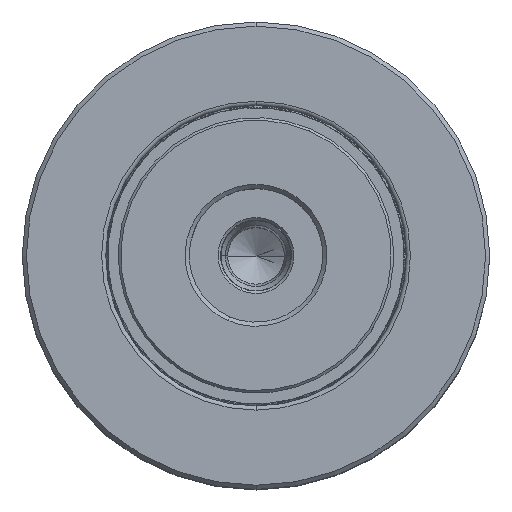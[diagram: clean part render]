
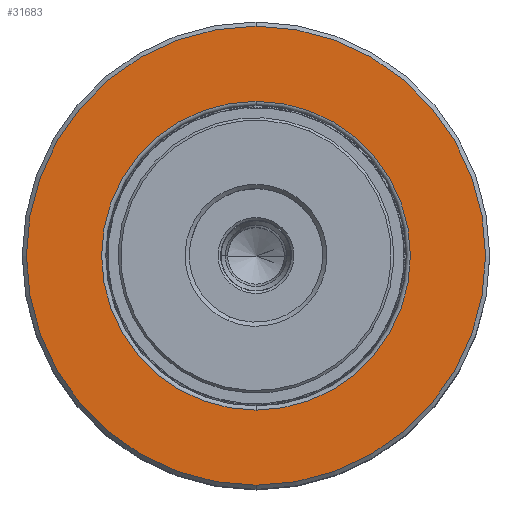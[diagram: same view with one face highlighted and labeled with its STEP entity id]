
A CAD part, top view. The second image highlights one B-rep face of the part: STEP entity #31683.
In plain terms, the highlighted face is planar.
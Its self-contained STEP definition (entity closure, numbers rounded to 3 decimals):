
#1122 = CARTESIAN_POINT ( 'NONE',  ( 0., 33.687, 0. ) ) ;
#1724 = DIRECTION ( 'NONE',  ( 0., 0., 1. ) ) ;
#1808 = ORIENTED_EDGE ( 'NONE', *, *, #32815, .T. ) ;
#6265 = CARTESIAN_POINT ( 'NONE',  ( 0., 33.687, -27.5 ) ) ;
#7456 = AXIS2_PLACEMENT_3D ( 'NONE', #24002, #40820, #7564 ) ;
#7516 = EDGE_LOOP ( 'NONE', ( #39733, #45424 ) ) ;
#7564 = DIRECTION ( 'NONE',  ( 0., 0., -1. ) ) ;
#10276 = CIRCLE ( 'NONE', #42877, 27.5 ) ;
#10936 = VERTEX_POINT ( 'NONE', #34910 ) ;
#11563 = FACE_BOUND ( 'NONE', #43952, .T. ) ;
#12486 = CARTESIAN_POINT ( 'NONE',  ( 0., 33.687, 27.5 ) ) ;
#13979 = CARTESIAN_POINT ( 'NONE',  ( 0., 33.687, 0. ) ) ;
#17334 = AXIS2_PLACEMENT_3D ( 'NONE', #18303, #43523, #1724 ) ;
#17627 = VERTEX_POINT ( 'NONE', #6265 ) ;
#18291 = CIRCLE ( 'NONE', #7456, 27.5 ) ;
#18303 = CARTESIAN_POINT ( 'NONE',  ( 27.5, 33.687, 0. ) ) ;
#21516 = VERTEX_POINT ( 'NONE', #12486 ) ;
#22101 = DIRECTION ( 'NONE',  ( 0., 0., -1. ) ) ;
#24002 = CARTESIAN_POINT ( 'NONE',  ( 0., 33.687, 0. ) ) ;
#27278 = DIRECTION ( 'NONE',  ( 0., 0., -1. ) ) ;
#31683 = ADVANCED_FACE ( 'NONE', ( #11563, #44868 ), #43338, .T. ) ;
#32482 = CIRCLE ( 'NONE', #50230, 18.5 ) ;
#32812 = CARTESIAN_POINT ( 'NONE',  ( 0., 33.687, 18.5 ) ) ;
#32815 = EDGE_CURVE ( 'NONE', #10936, #46402, #49379, .T. ) ;
#34910 = CARTESIAN_POINT ( 'NONE',  ( 0., 33.687, -18.5 ) ) ;
#35847 = CARTESIAN_POINT ( 'NONE',  ( 0., 33.687, 0. ) ) ;
#38906 = DIRECTION ( 'NONE',  ( 0., -1., 0. ) ) ;
#39008 = DIRECTION ( 'NONE',  ( 0., 0., -1. ) ) ;
#39733 = ORIENTED_EDGE ( 'NONE', *, *, #50997, .F. ) ;
#40820 = DIRECTION ( 'NONE',  ( 0., -1., 0. ) ) ;
#41583 = ORIENTED_EDGE ( 'NONE', *, *, #51968, .T. ) ;
#42212 = AXIS2_PLACEMENT_3D ( 'NONE', #1122, #38906, #22101 ) ;
#42877 = AXIS2_PLACEMENT_3D ( 'NONE', #13979, #43742, #39008 ) ;
#43338 = PLANE ( 'NONE',  #17334 ) ;
#43523 = DIRECTION ( 'NONE',  ( 0., 1., 0. ) ) ;
#43742 = DIRECTION ( 'NONE',  ( 0., -1., 0. ) ) ;
#43952 = EDGE_LOOP ( 'NONE', ( #1808, #41583 ) ) ;
#44868 = FACE_OUTER_BOUND ( 'NONE', #7516, .T. ) ;
#45424 = ORIENTED_EDGE ( 'NONE', *, *, #45627, .F. ) ;
#45627 = EDGE_CURVE ( 'NONE', #21516, #17627, #18291, .T. ) ;
#46402 = VERTEX_POINT ( 'NONE', #32812 ) ;
#49379 = CIRCLE ( 'NONE', #42212, 18.5 ) ;
#50230 = AXIS2_PLACEMENT_3D ( 'NONE', #35847, #51945, #27278 ) ;
#50997 = EDGE_CURVE ( 'NONE', #17627, #21516, #10276, .T. ) ;
#51945 = DIRECTION ( 'NONE',  ( 0., -1., 0. ) ) ;
#51968 = EDGE_CURVE ( 'NONE', #46402, #10936, #32482, .T. ) ;
